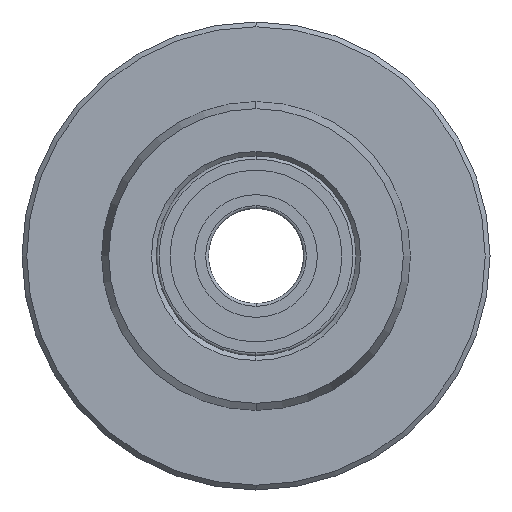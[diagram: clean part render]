
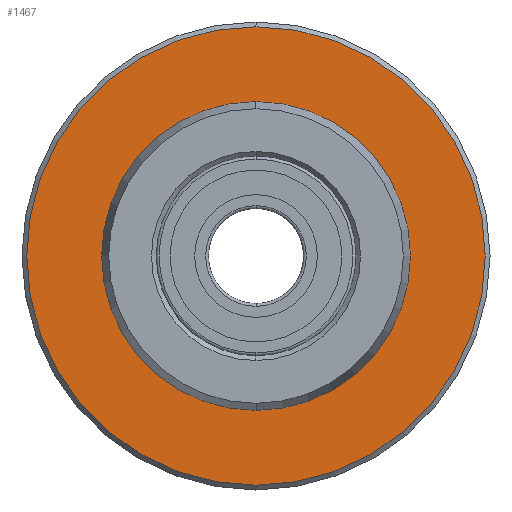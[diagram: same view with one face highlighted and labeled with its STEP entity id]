
A CAD part, left-side view. The second image highlights one B-rep face of the part: STEP entity #1467.
In plain terms, the highlighted planar face has unit normal (-1, 0, 0).
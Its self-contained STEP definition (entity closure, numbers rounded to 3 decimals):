
#334 = DIRECTION ( 'NONE',  ( 0., 0., -1. ) ) ;
#597 = DIRECTION ( 'NONE',  ( 0., 0., -1. ) ) ;
#656 = CARTESIAN_POINT ( 'NONE',  ( -19., 0., 0. ) ) ;
#711 = CIRCLE ( 'NONE', #2094, 48.25 ) ;
#763 = ORIENTED_EDGE ( 'NONE', *, *, #1870, .F. ) ;
#779 = EDGE_CURVE ( 'NONE', #2280, #5041, #4852, .T. ) ;
#978 = VERTEX_POINT ( 'NONE', #1070 ) ;
#1031 = CARTESIAN_POINT ( 'NONE',  ( -19., 0., 0. ) ) ;
#1070 = CARTESIAN_POINT ( 'NONE',  ( -19., 0., 32.5 ) ) ;
#1467 = ADVANCED_FACE ( 'NONE', ( #2290, #1739 ), #2571, .F. ) ;
#1468 = ORIENTED_EDGE ( 'NONE', *, *, #5629, .F. ) ;
#1474 = AXIS2_PLACEMENT_3D ( 'NONE', #1750, #5152, #334 ) ;
#1622 = AXIS2_PLACEMENT_3D ( 'NONE', #1031, #3970, #2925 ) ;
#1739 = FACE_BOUND ( 'NONE', #3823, .T. ) ;
#1750 = CARTESIAN_POINT ( 'NONE',  ( -19., 0., 0. ) ) ;
#1751 = DIRECTION ( 'NONE',  ( 0., 0., -1. ) ) ;
#1870 = EDGE_CURVE ( 'NONE', #2552, #978, #4287, .T. ) ;
#2047 = AXIS2_PLACEMENT_3D ( 'NONE', #4523, #2547, #597 ) ;
#2094 = AXIS2_PLACEMENT_3D ( 'NONE', #3194, #2180, #1751 ) ;
#2180 = DIRECTION ( 'NONE',  ( -1., 0., 0. ) ) ;
#2280 = VERTEX_POINT ( 'NONE', #6134 ) ;
#2290 = FACE_OUTER_BOUND ( 'NONE', #4074, .T. ) ;
#2547 = DIRECTION ( 'NONE',  ( 1., 0., 0. ) ) ;
#2552 = VERTEX_POINT ( 'NONE', #4516 ) ;
#2571 = PLANE ( 'NONE',  #2047 ) ;
#2625 = AXIS2_PLACEMENT_3D ( 'NONE', #656, #3109, #5021 ) ;
#2925 = DIRECTION ( 'NONE',  ( 0., 0., 1. ) ) ;
#3006 = EDGE_CURVE ( 'NONE', #5041, #2280, #711, .T. ) ;
#3058 = ORIENTED_EDGE ( 'NONE', *, *, #779, .T. ) ;
#3109 = DIRECTION ( 'NONE',  ( -1., 0., 0. ) ) ;
#3194 = CARTESIAN_POINT ( 'NONE',  ( -19., 0., 0. ) ) ;
#3313 = CARTESIAN_POINT ( 'NONE',  ( -19., 0., -48.25 ) ) ;
#3823 = EDGE_LOOP ( 'NONE', ( #763, #1468 ) ) ;
#3970 = DIRECTION ( 'NONE',  ( -1., 0., 0. ) ) ;
#4074 = EDGE_LOOP ( 'NONE', ( #4846, #3058 ) ) ;
#4287 = CIRCLE ( 'NONE', #1622, 32.5 ) ;
#4516 = CARTESIAN_POINT ( 'NONE',  ( -19., 0., -32.5 ) ) ;
#4523 = CARTESIAN_POINT ( 'NONE',  ( -19., 32.5, 0. ) ) ;
#4846 = ORIENTED_EDGE ( 'NONE', *, *, #3006, .T. ) ;
#4852 = CIRCLE ( 'NONE', #1474, 48.25 ) ;
#4984 = CIRCLE ( 'NONE', #2625, 32.5 ) ;
#5021 = DIRECTION ( 'NONE',  ( 0., 0., 1. ) ) ;
#5041 = VERTEX_POINT ( 'NONE', #3313 ) ;
#5152 = DIRECTION ( 'NONE',  ( -1., 0., 0. ) ) ;
#5629 = EDGE_CURVE ( 'NONE', #978, #2552, #4984, .T. ) ;
#6134 = CARTESIAN_POINT ( 'NONE',  ( -19., 0., 48.25 ) ) ;
